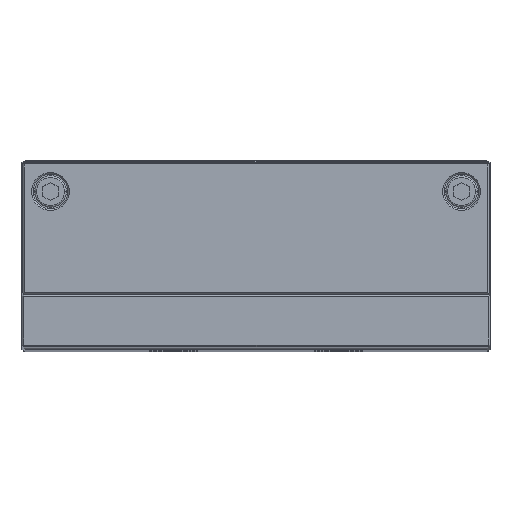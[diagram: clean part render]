
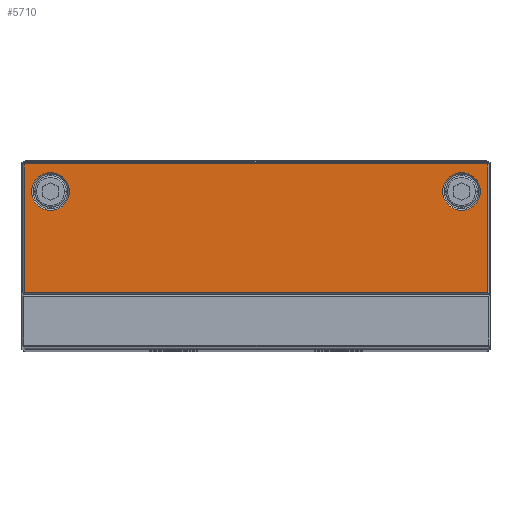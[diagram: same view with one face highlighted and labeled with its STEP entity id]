
A CAD part, top view. The second image highlights one B-rep face of the part: STEP entity #5710.
In plain terms, the highlighted planar face has unit normal (0, 0, 1).
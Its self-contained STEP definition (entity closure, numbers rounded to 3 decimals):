
#4561=FACE_BOUND('',#8035,.T.);
#4562=FACE_BOUND('',#8036,.T.);
#4563=FACE_BOUND('',#8037,.T.);
#4779=PLANE('',#24668);
#5710=ADVANCED_FACE('',(#4561,#4562,#4563),#4779,.T.);
#8035=EDGE_LOOP('',(#13775,#13776,#13777,#13778));
#8036=EDGE_LOOP('',(#13779,#13780));
#8037=EDGE_LOOP('',(#13781,#13782));
#9357=LINE('',#31037,#11516);
#9358=LINE('',#31040,#11517);
#9359=LINE('',#31042,#11518);
#9360=LINE('',#31044,#11519);
#11516=VECTOR('',#26154,1.);
#11517=VECTOR('',#26155,1.);
#11518=VECTOR('',#26156,1.);
#11519=VECTOR('',#26157,1.);
#13775=ORIENTED_EDGE('',*,*,#21397,.T.);
#13776=ORIENTED_EDGE('',*,*,#21398,.T.);
#13777=ORIENTED_EDGE('',*,*,#21399,.T.);
#13778=ORIENTED_EDGE('',*,*,#21400,.T.);
#13779=ORIENTED_EDGE('',*,*,#21315,.T.);
#13780=ORIENTED_EDGE('',*,*,#21396,.T.);
#13781=ORIENTED_EDGE('',*,*,#21319,.T.);
#13782=ORIENTED_EDGE('',*,*,#21395,.T.);
#19431=VERTEX_POINT('',#30866);
#19432=VERTEX_POINT('',#30868);
#19435=VERTEX_POINT('',#30875);
#19436=VERTEX_POINT('',#30877);
#19485=VERTEX_POINT('',#31038);
#19486=VERTEX_POINT('',#31039);
#19487=VERTEX_POINT('',#31041);
#19488=VERTEX_POINT('',#31043);
#21315=EDGE_CURVE('',#19432,#19431,#24219,.T.);
#21319=EDGE_CURVE('',#19436,#19435,#24221,.T.);
#21395=EDGE_CURVE('',#19435,#19436,#24244,.T.);
#21396=EDGE_CURVE('',#19431,#19432,#24245,.T.);
#21397=EDGE_CURVE('',#19485,#19486,#9357,.T.);
#21398=EDGE_CURVE('',#19486,#19487,#9358,.T.);
#21399=EDGE_CURVE('',#19487,#19488,#9359,.T.);
#21400=EDGE_CURVE('',#19488,#19485,#9360,.T.);
#24219=CIRCLE('',#24606,6.);
#24221=CIRCLE('',#24609,6.);
#24244=CIRCLE('',#24664,6.);
#24245=CIRCLE('',#24666,6.);
#24606=AXIS2_PLACEMENT_3D('',#30867,#25975,#25976);
#24609=AXIS2_PLACEMENT_3D('',#30876,#25983,#25984);
#24664=AXIS2_PLACEMENT_3D('',#31033,#26146,#26147);
#24666=AXIS2_PLACEMENT_3D('',#31035,#26150,#26151);
#24668=AXIS2_PLACEMENT_3D('',#31045,#26158,#26159);
#25975=DIRECTION('',(0.,0.,-1.));
#25976=DIRECTION('',(1.,0.,0.));
#25983=DIRECTION('',(0.,0.,-1.));
#25984=DIRECTION('',(1.,0.,0.));
#26146=DIRECTION('',(0.,0.,-1.));
#26147=DIRECTION('',(1.,0.,0.));
#26150=DIRECTION('',(0.,0.,-1.));
#26151=DIRECTION('',(1.,0.,0.));
#26154=DIRECTION('',(0.,-1.,0.));
#26155=DIRECTION('',(1.,0.,0.));
#26156=DIRECTION('',(0.,1.,0.));
#26157=DIRECTION('',(-1.,0.,0.));
#26158=DIRECTION('',(0.,0.,1.));
#26159=DIRECTION('',(1.,0.,0.));
#30866=CARTESIAN_POINT('',(59.,49.85,314.5));
#30867=CARTESIAN_POINT('',(65.,49.85,314.5));
#30868=CARTESIAN_POINT('',(71.,49.85,314.5));
#30875=CARTESIAN_POINT('',(-71.,49.85,314.5));
#30876=CARTESIAN_POINT('',(-65.,49.85,314.5));
#30877=CARTESIAN_POINT('',(-59.,49.85,314.5));
#31033=CARTESIAN_POINT('',(-65.,49.85,314.5));
#31035=CARTESIAN_POINT('',(65.,49.85,314.5));
#31037=CARTESIAN_POINT('',(-73.25,17.85,314.5));
#31038=CARTESIAN_POINT('',(-73.25,58.55,314.5));
#31039=CARTESIAN_POINT('',(-73.25,17.85,314.5));
#31040=CARTESIAN_POINT('',(73.25,17.85,314.5));
#31041=CARTESIAN_POINT('',(73.25,17.85,314.5));
#31042=CARTESIAN_POINT('',(73.25,58.55,314.5));
#31043=CARTESIAN_POINT('',(73.25,58.55,314.5));
#31044=CARTESIAN_POINT('',(-73.25,58.55,314.5));
#31045=CARTESIAN_POINT('',(-73.75,17.35,314.5));
